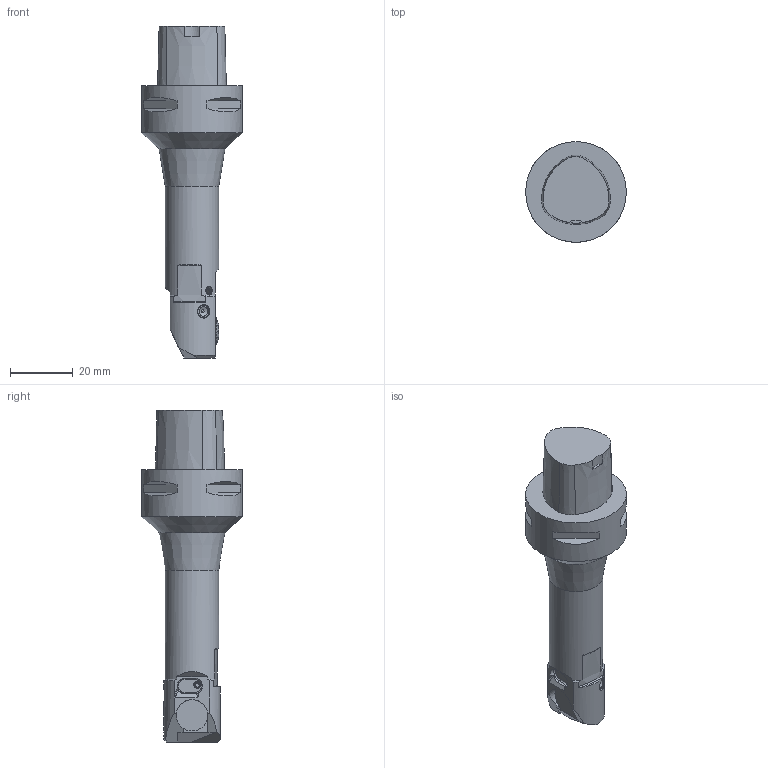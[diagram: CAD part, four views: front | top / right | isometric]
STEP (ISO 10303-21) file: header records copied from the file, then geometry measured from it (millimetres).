
FILE_DESCRIPTION(/* description */ (''),/* implementation_level */ '2;1');
FILE_NAME(/* name */ '1694593241644.stp',/* time_stamp */ '2023-09-13T10:20:46+02:00',/* author */ (''),/* organization */ ('SMS'),/* preprocessor_version */ 'ST-DEVELOPER v16.7',/* originating_system */ 'SIEMENS PLM Software NX 12.0',/* authorisation */ '');
FILE_SCHEMA (('AUTOMOTIVE_DESIGN { 1 0 10303 214 3 1 1 1 }'));
Length unit declared in the file: millimetre
Products named in the file (1): 111165825mod000_02
Bounding box: 32 x 32 x 105.5 mm (x, y, z)
Volume: 36442.6 mm3; surface area: 9047.4 mm2
Topology: 2 solids, 3 shells, 359 faces, 981 edges, 651 vertices
Faces by surface type: plane 285, cylinder 35, cone 30, torus 6, sphere 3
Full cylindrical faces by diameter (mm): 1 x1, 1.6 x1, 2 x2, 2.2 x1, 2.36 x1, 2.4 x1, 2.6 x1, 4 x2, 4.015 x1, 4.2 x1, 4.25 x1, 10 x2, 17 x1, 32 x1
Entity records: 11574 total; most frequent: CARTESIAN_POINT 2869, ORIENTED_EDGE 1858, DIRECTION 1645, EDGE_CURVE 929, VERTEX_POINT 629, LINE 555, VECTOR 555, AXIS2_PLACEMENT_3D 545
